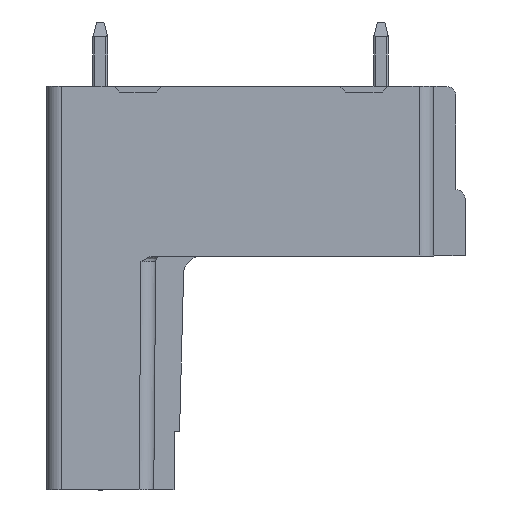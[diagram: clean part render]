
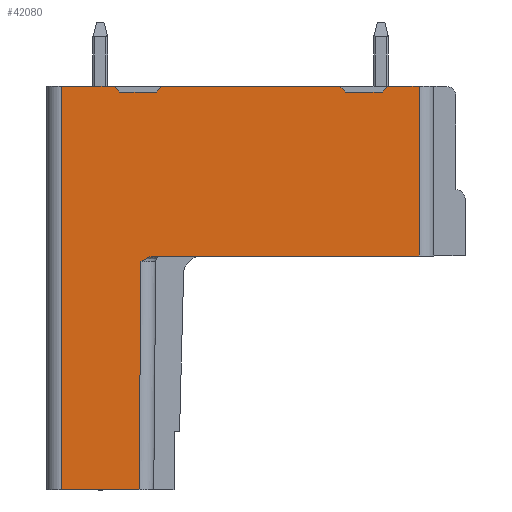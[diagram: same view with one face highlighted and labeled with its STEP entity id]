
A CAD part, left-side view. The second image highlights one B-rep face of the part: STEP entity #42080.
In plain terms, the highlighted planar face has unit normal (-1, 0, 0).
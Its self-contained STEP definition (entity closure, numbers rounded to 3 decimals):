
#664=CARTESIAN_POINT('',(-51.4,5.537,
0.));
#1788=DIRECTION('',(0.,1.,0.));
#1789=VECTOR('',#1788,2.85);
#1790=CARTESIAN_POINT('',(-51.4,7.75,9.2));
#1791=LINE('',#1790,#1789);
#5909=DIRECTION('',(0.,1.,0.));
#5910=VECTOR('',#5909,14.337);
#5911=CARTESIAN_POINT('',(-51.4,-8.8,
0.));
#5912=LINE('',#5911,#5910);
#5913=CARTESIAN_POINT('',(-51.4,5.537,
0.));
#5914=CARTESIAN_POINT('',(-51.4,5.563,
0.));
#5915=CARTESIAN_POINT('',(-51.4,5.618,
-0.002));
#5916=CARTESIAN_POINT('',(-51.4,5.71,
-0.018));
#5917=CARTESIAN_POINT('',(-51.4,5.81,
-0.046));
#5918=CARTESIAN_POINT('',(-51.4,5.918,
-0.089));
#5919=CARTESIAN_POINT('',(-51.4,6.033,
-0.146));
#5920=CARTESIAN_POINT('',(-51.4,6.157,
-0.216));
#5921=CARTESIAN_POINT('',(-51.4,6.245,
-0.271));
#5922=CARTESIAN_POINT('',(-51.4,6.292,
-0.3));
#5924=DIRECTION('',(0.,0.009,-1.));
#5925=VECTOR('',#5924,12.4);
#5926=CARTESIAN_POINT('',(-51.4,6.292,
-0.3));
#5927=LINE('',#5926,#5925);
#5928=DIRECTION('',(0.,1.,0.));
#5929=VECTOR('',#5928,4.2);
#5930=CARTESIAN_POINT('',(-51.4,6.4,-12.7));
#5931=LINE('',#5930,#5929);
#5932=DIRECTION('',(0.,-0.707,-0.707));
#5933=VECTOR('',#5932,0.424);
#5934=CARTESIAN_POINT('',(-51.4,7.75,9.2));
#5935=LINE('',#5934,#5933);
#5936=DIRECTION('',(0.,-0.707,0.707));
#5937=VECTOR('',#5936,0.424);
#5938=CARTESIAN_POINT('',(-51.4,5.45,8.9));
#5939=LINE('',#5938,#5937);
#5940=DIRECTION('',(0.,-1.,0.));
#5941=VECTOR('',#5940,9.65);
#5942=CARTESIAN_POINT('',(-51.4,5.15,9.2));
#5943=LINE('',#5942,#5941);
#5944=DIRECTION('',(0.,-0.707,-0.707));
#5945=VECTOR('',#5944,0.424);
#5946=CARTESIAN_POINT('',(-51.4,-4.5,9.2));
#5947=LINE('',#5946,#5945);
#5948=DIRECTION('',(0.,-0.707,0.707));
#5949=VECTOR('',#5948,0.424);
#5950=CARTESIAN_POINT('',(-51.4,-6.8,8.9));
#5951=LINE('',#5950,#5949);
#5952=DIRECTION('',(0.,-1.,0.));
#5953=VECTOR('',#5952,1.7);
#5954=CARTESIAN_POINT('',(-51.4,-7.1,9.2));
#5955=LINE('',#5954,#5953);
#5956=DIRECTION('',(0.,0.,-1.));
#5957=VECTOR('',#5956,9.2);
#5958=CARTESIAN_POINT('',(-51.4,-8.8,9.2));
#5959=LINE('',#5958,#5957);
#7010=DIRECTION('',(0.,1.,0.));
#7011=VECTOR('',#7010,2.);
#7012=CARTESIAN_POINT('',(-51.4,5.45,8.9));
#7013=LINE('',#7012,#7011);
#17511=DIRECTION('',(0.,0.,-1.));
#17512=VECTOR('',#17511,21.9);
#17513=CARTESIAN_POINT('',(-51.4,10.6,9.2));
#17514=LINE('',#17513,#17512);
#17647=DIRECTION('',(0.,1.,0.));
#17648=VECTOR('',#17647,2.);
#17649=CARTESIAN_POINT('',(-51.4,-6.8,8.9));
#17650=LINE('',#17649,#17648);
#28004=VERTEX_POINT('',#664);
#28005=CARTESIAN_POINT('',(-51.4,-8.8,
0.));
#28006=VERTEX_POINT('',#28005);
#28167=CARTESIAN_POINT('',(-51.4,-8.8,9.2));
#28168=VERTEX_POINT('',#28167);
#28169=CARTESIAN_POINT('',(-51.4,-7.1,9.2));
#28170=VERTEX_POINT('',#28169);
#28175=CARTESIAN_POINT('',(-51.4,-4.5,9.2));
#28176=VERTEX_POINT('',#28175);
#28177=CARTESIAN_POINT('',(-51.4,5.15,9.2));
#28178=VERTEX_POINT('',#28177);
#28187=CARTESIAN_POINT('',(-51.4,7.75,9.2));
#28188=VERTEX_POINT('',#28187);
#28189=CARTESIAN_POINT('',(-51.4,10.6,9.2));
#28190=VERTEX_POINT('',#28189);
#28270=VERTEX_POINT('',#5922);
#28271=CARTESIAN_POINT('',(-51.4,6.4,-12.7));
#28272=VERTEX_POINT('',#28271);
#28273=CARTESIAN_POINT('',(-51.4,10.6,-12.7));
#28274=VERTEX_POINT('',#28273);
#28275=CARTESIAN_POINT('',(-51.4,7.45,8.9));
#28276=VERTEX_POINT('',#28275);
#28277=CARTESIAN_POINT('',(-51.4,5.45,8.9));
#28278=VERTEX_POINT('',#28277);
#28279=CARTESIAN_POINT('',(-51.4,-4.8,8.9));
#28280=VERTEX_POINT('',#28279);
#28281=CARTESIAN_POINT('',(-51.4,-6.8,8.9));
#28282=VERTEX_POINT('',#28281);
#42048=CARTESIAN_POINT('',(-51.4,5.192,-0.3));
#42049=DIRECTION('',(-1.,0.,0.));
#42050=DIRECTION('',(0.,-1.,0.));
#42051=AXIS2_PLACEMENT_3D('',#42048,#42049,#42050);
#42052=PLANE('',#42051);
#42053=ORIENTED_EDGE('',*,*,#34782,.T.);
#42055=ORIENTED_EDGE('',*,*,#42054,.T.);
#42057=ORIENTED_EDGE('',*,*,#42056,.T.);
#42059=ORIENTED_EDGE('',*,*,#42058,.T.);
#42061=ORIENTED_EDGE('',*,*,#42060,.F.);
#42062=ORIENTED_EDGE('',*,*,#35584,.F.);
#42064=ORIENTED_EDGE('',*,*,#42063,.T.);
#42066=ORIENTED_EDGE('',*,*,#42065,.F.);
#42068=ORIENTED_EDGE('',*,*,#42067,.T.);
#42069=ORIENTED_EDGE('',*,*,#35568,.T.);
#42071=ORIENTED_EDGE('',*,*,#42070,.T.);
#42073=ORIENTED_EDGE('',*,*,#42072,.F.);
#42075=ORIENTED_EDGE('',*,*,#42074,.T.);
#42076=ORIENTED_EDGE('',*,*,#35559,.T.);
#42077=ORIENTED_EDGE('',*,*,#42041,.T.);
#42078=EDGE_LOOP('',(#42053,#42055,#42057,#42059,#42061,#42062,#42064,#42066,
#42068,#42069,#42071,#42073,#42075,#42076,#42077));
#42079=FACE_OUTER_BOUND('',#42078,.F.);
#42080=ADVANCED_FACE('',(#42079),#42052,.T.);
#5923=B_SPLINE_CURVE_WITH_KNOTS('',3,(#5913,#5914,#5915,#5916,#5917,#5918,#5919,
#5920,#5921,#5922),.UNSPECIFIED.,.F.,.F.,(4,1,1,1,1,1,1,4),(0.,
0.143,0.286,0.429,0.571,
0.714,0.857,1.),.UNSPECIFIED.);
#34782=EDGE_CURVE('',#28006,#28004,#5912,.T.);
#35559=EDGE_CURVE('',#28170,#28168,#5955,.T.);
#35568=EDGE_CURVE('',#28178,#28176,#5943,.T.);
#35584=EDGE_CURVE('',#28188,#28190,#1791,.T.);
#42041=EDGE_CURVE('',#28168,#28006,#5959,.T.);
#42054=EDGE_CURVE('',#28004,#28270,#5923,.T.);
#42056=EDGE_CURVE('',#28270,#28272,#5927,.T.);
#42058=EDGE_CURVE('',#28272,#28274,#5931,.T.);
#42060=EDGE_CURVE('',#28190,#28274,#17514,.T.);
#42063=EDGE_CURVE('',#28188,#28276,#5935,.T.);
#42065=EDGE_CURVE('',#28278,#28276,#7013,.T.);
#42067=EDGE_CURVE('',#28278,#28178,#5939,.T.);
#42070=EDGE_CURVE('',#28176,#28280,#5947,.T.);
#42072=EDGE_CURVE('',#28282,#28280,#17650,.T.);
#42074=EDGE_CURVE('',#28282,#28170,#5951,.T.);
